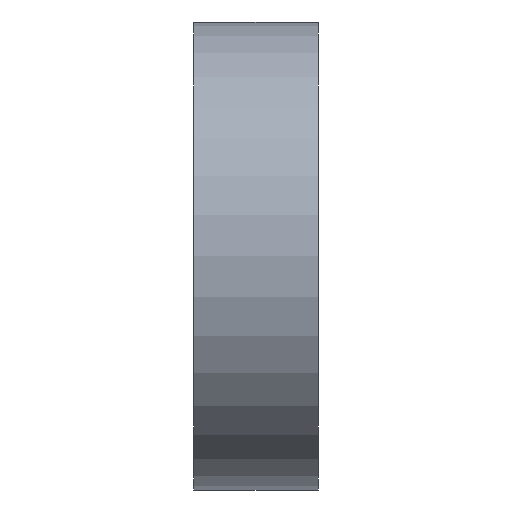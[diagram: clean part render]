
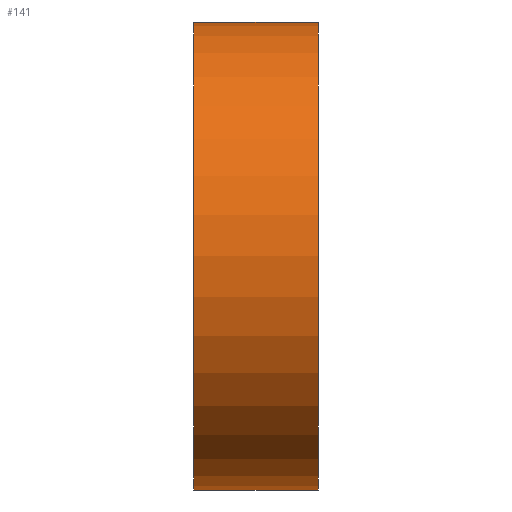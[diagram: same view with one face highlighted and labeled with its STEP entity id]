
A CAD part, front view. The second image highlights one B-rep face of the part: STEP entity #141.
In plain terms, the highlighted cylindrical face has radius 4.763 mm (diameter 9.525 mm), a partial arc.
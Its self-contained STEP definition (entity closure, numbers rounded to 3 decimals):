
#23=FACE_OUTER_BOUND('',#31,.T.);
#31=EDGE_LOOP('',(#101,#102,#103,#104));
#43=LINE('',#235,#53);
#44=LINE('',#238,#54);
#53=VECTOR('',#191,1.);
#54=VECTOR('',#194,1.);
#63=CIRCLE('',#170,4.763);
#64=CIRCLE('',#171,4.763);
#71=VERTEX_POINT('',#231);
#72=VERTEX_POINT('',#232);
#73=VERTEX_POINT('',#234);
#74=VERTEX_POINT('',#236);
#83=EDGE_CURVE('',#71,#72,#63,.T.);
#84=EDGE_CURVE('',#72,#73,#43,.T.);
#85=EDGE_CURVE('',#74,#73,#64,.T.);
#86=EDGE_CURVE('',#71,#74,#44,.T.);
#101=ORIENTED_EDGE('',*,*,#83,.T.);
#102=ORIENTED_EDGE('',*,*,#84,.T.);
#103=ORIENTED_EDGE('',*,*,#85,.F.);
#104=ORIENTED_EDGE('',*,*,#86,.F.);
#137=CYLINDRICAL_SURFACE('',#169,4.763);
#141=ADVANCED_FACE('',(#23),#137,.T.);
#169=AXIS2_PLACEMENT_3D('',#230,#187,#188);
#170=AXIS2_PLACEMENT_3D('',#233,#189,#190);
#171=AXIS2_PLACEMENT_3D('',#237,#192,#193);
#187=DIRECTION('center_axis',(-1.,0.,0.));
#188=DIRECTION('ref_axis',(0.,-1.,0.));
#189=DIRECTION('center_axis',(-1.,0.,0.));
#190=DIRECTION('ref_axis',(0.,-1.,0.));
#191=DIRECTION('',(-1.,0.,0.));
#192=DIRECTION('center_axis',(-1.,0.,0.));
#193=DIRECTION('ref_axis',(0.,-1.,0.));
#194=DIRECTION('',(-1.,0.,0.));
#230=CARTESIAN_POINT('Origin',(-38.258,-50.567,-22.5));
#231=CARTESIAN_POINT('',(-38.258,-50.567,-27.263));
#232=CARTESIAN_POINT('',(-38.258,-50.567,-17.738));
#233=CARTESIAN_POINT('Origin',(-38.258,-50.567,-22.5));
#234=CARTESIAN_POINT('',(-40.798,-50.567,-17.738));
#235=CARTESIAN_POINT('',(-38.258,-50.567,-17.738));
#236=CARTESIAN_POINT('',(-40.798,-50.567,-27.263));
#237=CARTESIAN_POINT('Origin',(-40.798,-50.567,-22.5));
#238=CARTESIAN_POINT('',(-38.258,-50.567,-27.263));
